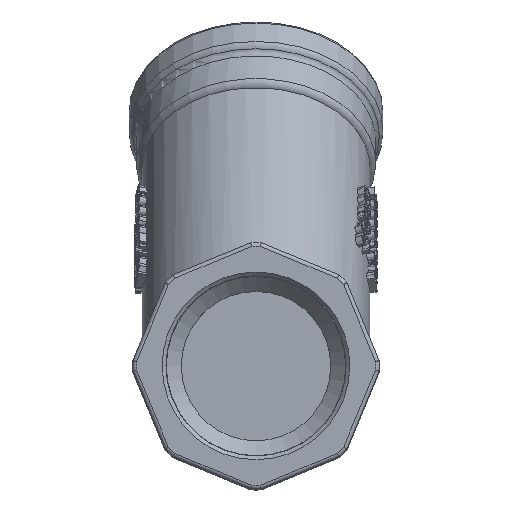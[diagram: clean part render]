
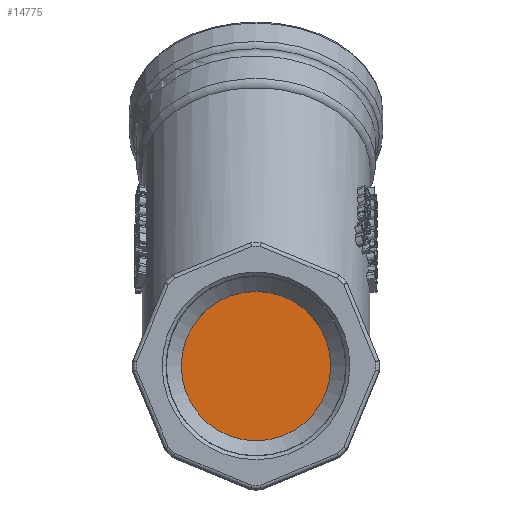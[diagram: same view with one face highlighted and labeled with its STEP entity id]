
A CAD part, top view. The second image highlights one B-rep face of the part: STEP entity #14775.
In plain terms, the highlighted planar face has unit normal (0, 0, 1).
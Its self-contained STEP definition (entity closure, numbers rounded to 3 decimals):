
#3386=PLANE('',#15508);
#4188=FACE_OUTER_BOUND('',#5070,.T.);
#5070=EDGE_LOOP('',(#12754));
#5460=CIRCLE('',#15506,10.);
#6812=VERTEX_POINT('',#35026);
#8822=EDGE_CURVE('',#6812,#6812,#5460,.T.);
#12754=ORIENTED_EDGE('',*,*,#8822,.T.);
#14775=ADVANCED_FACE('',(#4188),#3386,.T.);
#15506=AXIS2_PLACEMENT_3D('',#35027,#17735,#17736);
#15508=AXIS2_PLACEMENT_3D('',#35029,#17739,#17740);
#17735=DIRECTION('center_axis',(0.,0.,1.));
#17736=DIRECTION('ref_axis',(1.,0.,0.));
#17739=DIRECTION('center_axis',(0.,0.,1.));
#17740=DIRECTION('ref_axis',(1.,0.,0.));
#35026=CARTESIAN_POINT('',(10.,0.,11.));
#35027=CARTESIAN_POINT('Origin',(0.,0.,11.));
#35029=CARTESIAN_POINT('Origin',(0.,0.,11.));
